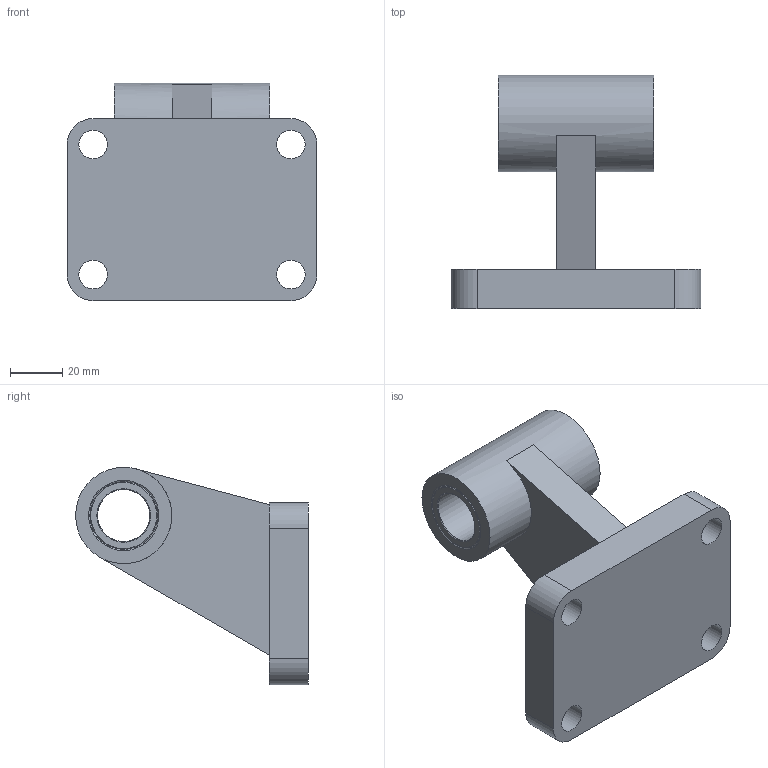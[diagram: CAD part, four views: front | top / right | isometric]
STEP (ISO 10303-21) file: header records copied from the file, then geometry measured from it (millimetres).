
FILE_DESCRIPTION(/* description */ ('STEP AP214'),/* implementation_level */ '2;1');
FILE_NAME(/* name */ '33895_LNG-100',/* time_stamp */ '2024-08-22T19:09:41+02:00',/* author */ ('License CC BY-ND 4.0'),/* organization */ ('CADENAS'),/* preprocessor_version */ 'ST-DEVELOPER v19.3',/* originating_system */ 'PARTsolutions',/* authorisation */ ' ');
FILE_SCHEMA (('AUTOMOTIVE_DESIGN {1 0 10303 214 3 1 1}'));
Length unit declared in the file: millimetre
Products named in the file (1): 33895 LNG-100
Bounding box: 96 x 89.5 x 83.5 mm (x, y, z)
Volume: 171834.7 mm3; surface area: 36224.2 mm2
Topology: 1 solids, 1 shells, 40 faces, 87 edges, 56 vertices
Faces by surface type: plane 18, cylinder 16, cone 6
Full cylindrical faces by diameter (mm): 11 x4, 18 x4, 20 x1, 26 x2, 37 x1
Entity records: 1314 total; most frequent: DIRECTION 188, CARTESIAN_POINT 161, ORIENTED_EDGE 132, AXIS2_PLACEMENT_3D 81, EDGE_LOOP 76, FACE_BOUND 76, EDGE_CURVE 66, VERTEX_POINT 54
